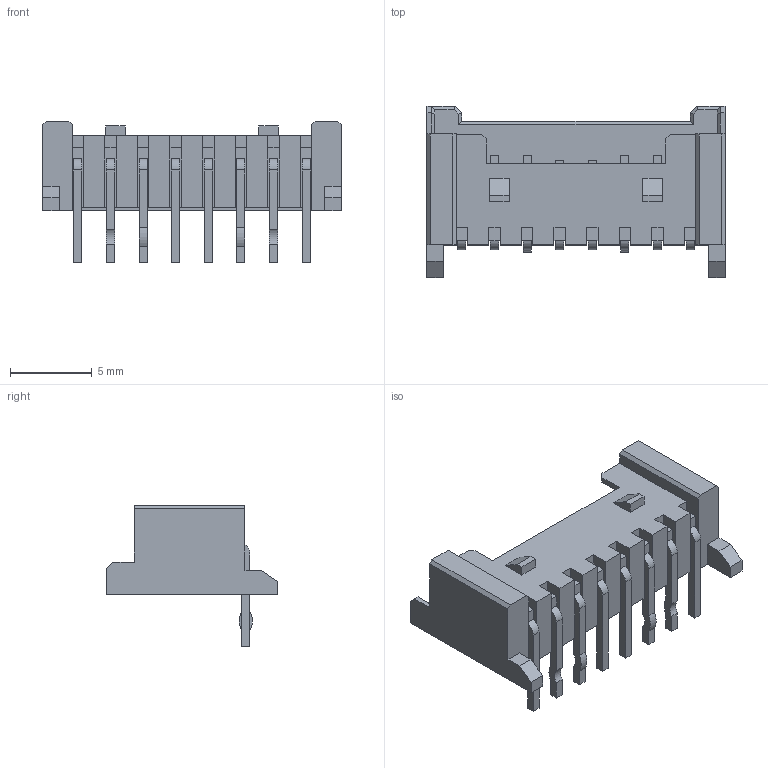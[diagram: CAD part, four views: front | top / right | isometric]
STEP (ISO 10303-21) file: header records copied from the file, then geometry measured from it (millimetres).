
FILE_DESCRIPTION((''),'2;1');
FILE_NAME('353630860','2015-07-02T',('me'),(''),'PRO/ENGINEER BY PARAMETRIC TECHNOLOGY CORPORATION, 2011490','PRO/ENGINEER BY PARAMETRIC TECHNOLOGY CORPORATION, 2011490','');
FILE_SCHEMA(('CONFIG_CONTROL_DESIGN'));
Length unit declared in the file: millimetre
Products named in the file (1): 353630860
Bounding box: 18.3 x 10.5 x 8.7 mm (x, y, z)
Volume: 295.4 mm3; surface area: 956.1 mm2
Topology: 1 solids, 1 shells, 270 faces, 749 edges, 499 vertices
Faces by surface type: plane 246, cylinder 24
Entity records: 8512 total; most frequent: CARTESIAN_POINT 1508, ORIENTED_EDGE 1460, DIRECTION 1353, EDGE_CURVE 730, VECTOR 683, LINE 683, VERTEX_POINT 480, AXIS2_PLACEMENT_3D 335
